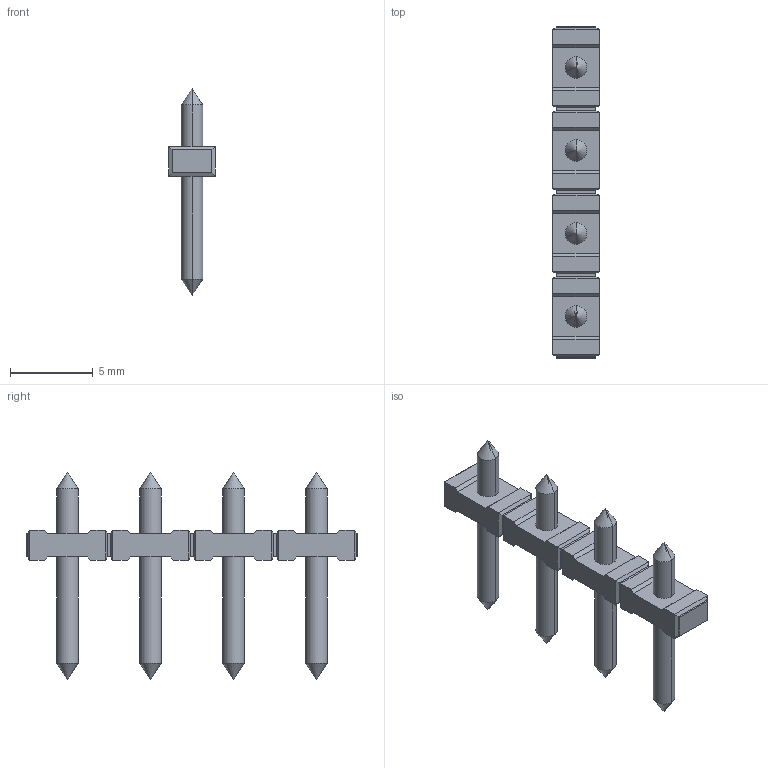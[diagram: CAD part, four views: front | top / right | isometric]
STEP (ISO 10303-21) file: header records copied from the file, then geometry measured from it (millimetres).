
FILE_DESCRIPTION((''),'2;1');
FILE_NAME('PRT0007','2024-09-29T13:31:17',('tluser'),(''),'CREO PARAMETRIC BY PTC INC, 2018100','CREO PARAMETRIC BY PTC INC, 2018100','');
FILE_SCHEMA(('CONFIG_CONTROL_DESIGN'));
Length unit declared in the file: millimetre
Products named in the file (1): PRT0007
Bounding box: 2.8 x 20 x 12.5 mm (x, y, z)
Volume: 138.9 mm3; surface area: 349.4 mm2
Topology: 1 solids, 1 shells, 134 faces, 316 edges, 176 vertices
Faces by surface type: plane 102, cylinder 16, cone 16
Entity records: 3618 total; most frequent: CARTESIAN_POINT 610, DIRECTION 600, ORIENTED_EDGE 600, EDGE_CURVE 300, VECTOR 268, LINE 268, VERTEX_POINT 176, AXIS2_PLACEMENT_3D 166
